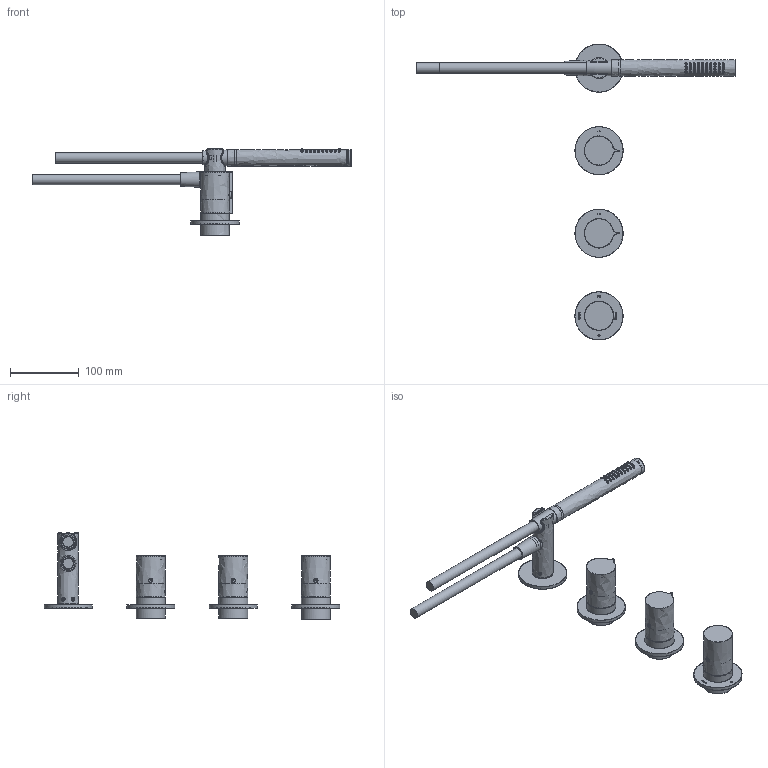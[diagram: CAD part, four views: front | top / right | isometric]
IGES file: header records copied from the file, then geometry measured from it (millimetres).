
Start section: C
Global section: file name: GT7071-00.igs; native system: By Siemens PLM Incorporated; preprocessor: XPlus GENERIC/IGES 27.1.215; author: Author; organization: Title; date: 20260211.180941; units: millimetre
Bounding box: 463.61 x 429.96 x 126.2 mm (x, y, z)
Volume: 368454.1 mm3; surface area: 208435.7 mm2
Topology: 24 solids, 24 shells, 1318 faces, 3247 edges, 2055 vertices
Faces by surface type: bspline 1318
